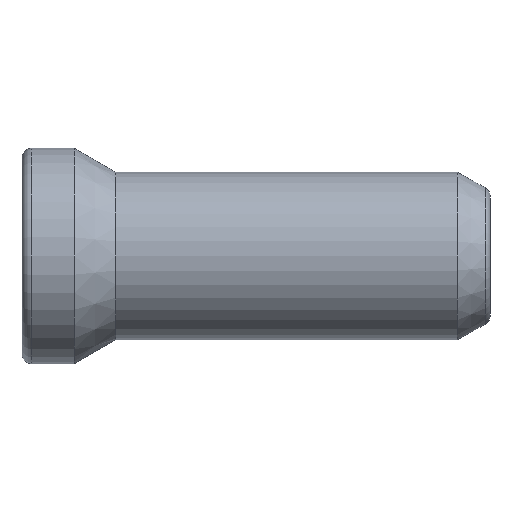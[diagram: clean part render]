
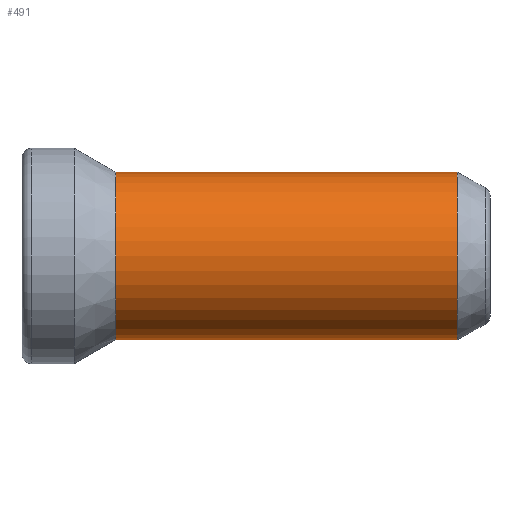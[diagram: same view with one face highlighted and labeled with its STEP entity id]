
A CAD part, left-side view. The second image highlights one B-rep face of the part: STEP entity #491.
In plain terms, the highlighted cylindrical face has radius 8.95 mm (diameter 17.9 mm), a partial arc.
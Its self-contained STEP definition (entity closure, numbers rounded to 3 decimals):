
#57 = LINE ( 'NONE', #58, #240 ) ;
#58 = CARTESIAN_POINT ( 'NONE',  ( 0., 0., -8.95 ) ) ;
#59 = DIRECTION ( 'NONE',  ( 0., 1., 0. ) ) ;
#72 = LINE ( 'NONE', #73, #245 ) ;
#73 = CARTESIAN_POINT ( 'NONE',  ( 0., 0., 8.95 ) ) ;
#74 = DIRECTION ( 'NONE',  ( 0., 1., 0. ) ) ;
#104 = CARTESIAN_POINT ( 'NONE',  ( 0., -46.5, 0. ) ) ;
#105 = DIRECTION ( 'NONE',  ( 0., 1., 0. ) ) ;
#106 = DIRECTION ( 'NONE',  ( 0., 0., 1. ) ) ;
#107 = CARTESIAN_POINT ( 'NONE',  ( 0., -10., 0. ) ) ;
#108 = DIRECTION ( 'NONE',  ( 0., 1., 0. ) ) ;
#109 = DIRECTION ( 'NONE',  ( 0., 0., 1. ) ) ;
#154 = VERTEX_POINT ( 'NONE', #162 ) ;
#156 = VERTEX_POINT ( 'NONE', #370 ) ;
#162 = CARTESIAN_POINT ( 'NONE',  ( 0., -46.5, -8.95 ) ) ;
#189 = FACE_OUTER_BOUND ( 'NONE', #318, .T. ) ;
#192 = AXIS2_PLACEMENT_3D ( 'NONE', #512, #513, #514 ) ;
#193 = CYLINDRICAL_SURFACE ( 'NONE', #192, 8.95 ) ;
#240 = VECTOR ( 'NONE', #59, 1000. ) ;
#245 = VECTOR ( 'NONE', #74, 1000. ) ;
#254 = AXIS2_PLACEMENT_3D ( 'NONE', #104, #105, #106 ) ;
#255 = AXIS2_PLACEMENT_3D ( 'NONE', #107, #108, #109 ) ;
#280 = ORIENTED_EDGE ( 'NONE', *, *, #472, .F. ) ;
#282 = ORIENTED_EDGE ( 'NONE', *, *, #471, .T. ) ;
#283 = ORIENTED_EDGE ( 'NONE', *, *, #455, .F. ) ;
#285 = ORIENTED_EDGE ( 'NONE', *, *, #460, .T. ) ;
#311 = CARTESIAN_POINT ( 'NONE',  ( 0., -10., 8.95 ) ) ;
#318 = EDGE_LOOP ( 'NONE', ( #283, #282, #285, #280 ) ) ;
#328 = VERTEX_POINT ( 'NONE', #561 ) ;
#329 = VERTEX_POINT ( 'NONE', #311 ) ;
#370 = CARTESIAN_POINT ( 'NONE',  ( 0., -46.5, 8.95 ) ) ;
#429 = CIRCLE ( 'NONE', #255, 8.95 ) ;
#448 = CIRCLE ( 'NONE', #254, 8.95 ) ;
#455 = EDGE_CURVE ( 'NONE', #154, #328, #57, .T. ) ;
#460 = EDGE_CURVE ( 'NONE', #156, #329, #72, .T. ) ;
#471 = EDGE_CURVE ( 'NONE', #154, #156, #448, .T. ) ;
#472 = EDGE_CURVE ( 'NONE', #328, #329, #429, .T. ) ;
#491 = ADVANCED_FACE ( 'NONE', ( #189 ), #193, .T. ) ;
#512 = CARTESIAN_POINT ( 'NONE',  ( 0., 0., 0. ) ) ;
#513 = DIRECTION ( 'NONE',  ( 0., 1., 0. ) ) ;
#514 = DIRECTION ( 'NONE',  ( 0., 0., 1. ) ) ;
#561 = CARTESIAN_POINT ( 'NONE',  ( 0., -10., -8.95 ) ) ;
